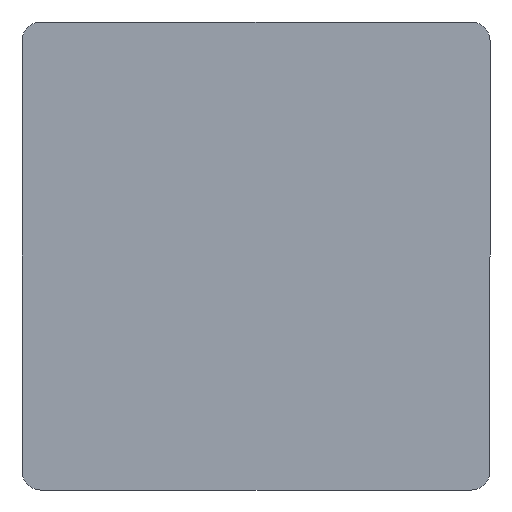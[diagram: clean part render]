
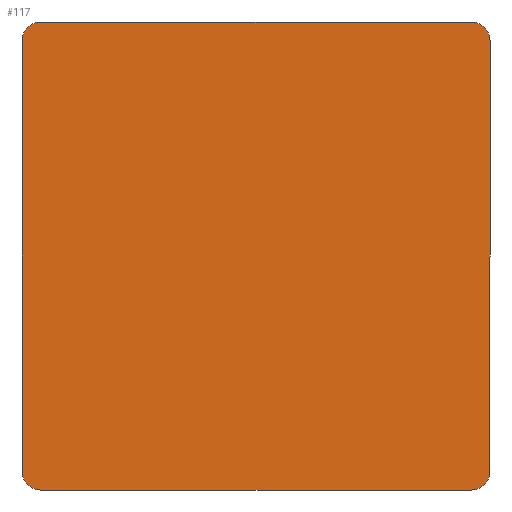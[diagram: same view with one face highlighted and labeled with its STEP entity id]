
A CAD part, front view. The second image highlights one B-rep face of the part: STEP entity #117.
In plain terms, the highlighted planar face has unit normal (0, -1, 0).
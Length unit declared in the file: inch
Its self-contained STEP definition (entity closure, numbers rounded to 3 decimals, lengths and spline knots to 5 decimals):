
#4 = EDGE_CURVE ( 'NONE', #252, #226, #285, .T. ) ;
#10 = CARTESIAN_POINT ( 'NONE',  ( 1.15, 0., 1.25 ) ) ;
#11 = DIRECTION ( 'NONE',  ( 0., 0., 1. ) ) ;
#22 = EDGE_CURVE ( 'NONE', #252, #101, #47, .T. ) ;
#25 = VERTEX_POINT ( 'NONE', #336 ) ;
#28 = CARTESIAN_POINT ( 'NONE',  ( -1.15, 0., -1.25 ) ) ;
#43 = ORIENTED_EDGE ( 'NONE', *, *, #98, .T. ) ;
#47 = CIRCLE ( 'NONE', #356, 0.1 ) ;
#59 = ORIENTED_EDGE ( 'NONE', *, *, #216, .T. ) ;
#63 = DIRECTION ( 'NONE',  ( 0., 0., 1. ) ) ;
#67 = CARTESIAN_POINT ( 'NONE',  ( 1.15, 0., 1.15 ) ) ;
#83 = CARTESIAN_POINT ( 'NONE',  ( -1.25, 0., -1.25 ) ) ;
#87 = LINE ( 'NONE', #203, #314 ) ;
#89 = CIRCLE ( 'NONE', #235, 0.1 ) ;
#91 = DIRECTION ( 'NONE',  ( 0., -1., 0. ) ) ;
#94 = DIRECTION ( 'NONE',  ( -1., 0., 0. ) ) ;
#97 = ORIENTED_EDGE ( 'NONE', *, *, #205, .T. ) ;
#98 = EDGE_CURVE ( 'NONE', #25, #226, #89, .T. ) ;
#99 = CARTESIAN_POINT ( 'NONE',  ( 1.15, 0., -1.15 ) ) ;
#101 = VERTEX_POINT ( 'NONE', #28 ) ;
#117 = ADVANCED_FACE ( 'NONE', ( #119 ), #234, .F. ) ;
#118 = CARTESIAN_POINT ( 'NONE',  ( -1.15, 0., -1.15 ) ) ;
#119 = FACE_OUTER_BOUND ( 'NONE', #166, .T. ) ;
#120 = AXIS2_PLACEMENT_3D ( 'NONE', #99, #91, #213 ) ;
#124 = CARTESIAN_POINT ( 'NONE',  ( 1.15, 0., -1.25 ) ) ;
#125 = VERTEX_POINT ( 'NONE', #378 ) ;
#142 = EDGE_CURVE ( 'NONE', #281, #25, #87, .T. ) ;
#145 = CARTESIAN_POINT ( 'NONE',  ( -1.15, 0., 1.15 ) ) ;
#149 = DIRECTION ( 'NONE',  ( 0., 0., 1. ) ) ;
#152 = DIRECTION ( 'NONE',  ( 0., -1., 0. ) ) ;
#166 = EDGE_LOOP ( 'NONE', ( #319, #43, #327, #290, #247, #97, #59, #272 ) ) ;
#182 = CARTESIAN_POINT ( 'NONE',  ( -1.25, 0., 1.15 ) ) ;
#185 = CARTESIAN_POINT ( 'NONE',  ( 1.25, 0., 1.15 ) ) ;
#197 = DIRECTION ( 'NONE',  ( 0., 0., 1. ) ) ;
#198 = VECTOR ( 'NONE', #264, 39.37008 ) ;
#200 = DIRECTION ( 'NONE',  ( 0., -1., 0. ) ) ;
#201 = VERTEX_POINT ( 'NONE', #124 ) ;
#203 = CARTESIAN_POINT ( 'NONE',  ( 1.25, 0., 1.25 ) ) ;
#205 = EDGE_CURVE ( 'NONE', #201, #125, #224, .T. ) ;
#209 = LINE ( 'NONE', #239, #198 ) ;
#210 = VECTOR ( 'NONE', #311, 39.37008 ) ;
#213 = DIRECTION ( 'NONE',  ( 0., 0., 1. ) ) ;
#216 = EDGE_CURVE ( 'NONE', #125, #338, #209, .T. ) ;
#224 = CIRCLE ( 'NONE', #120, 0.1 ) ;
#226 = VERTEX_POINT ( 'NONE', #182 ) ;
#234 = PLANE ( 'NONE',  #370 ) ;
#235 = AXIS2_PLACEMENT_3D ( 'NONE', #145, #259, #63 ) ;
#239 = CARTESIAN_POINT ( 'NONE',  ( 1.25, 0., -1.25 ) ) ;
#242 = CARTESIAN_POINT ( 'NONE',  ( 1.25, 0., -1.25 ) ) ;
#244 = EDGE_CURVE ( 'NONE', #338, #281, #269, .T. ) ;
#247 = ORIENTED_EDGE ( 'NONE', *, *, #312, .F. ) ;
#252 = VERTEX_POINT ( 'NONE', #270 ) ;
#259 = DIRECTION ( 'NONE',  ( 0., -1., 0. ) ) ;
#264 = DIRECTION ( 'NONE',  ( 0., 0., 1. ) ) ;
#269 = CIRCLE ( 'NONE', #303, 0.1 ) ;
#270 = CARTESIAN_POINT ( 'NONE',  ( -1.25, 0., -1.15 ) ) ;
#272 = ORIENTED_EDGE ( 'NONE', *, *, #244, .T. ) ;
#273 = CARTESIAN_POINT ( 'NONE',  ( 0., 0., 0. ) ) ;
#281 = VERTEX_POINT ( 'NONE', #10 ) ;
#285 = LINE ( 'NONE', #83, #210 ) ;
#290 = ORIENTED_EDGE ( 'NONE', *, *, #22, .T. ) ;
#301 = LINE ( 'NONE', #242, #306 ) ;
#303 = AXIS2_PLACEMENT_3D ( 'NONE', #67, #152, #149 ) ;
#306 = VECTOR ( 'NONE', #94, 39.37008 ) ;
#311 = DIRECTION ( 'NONE',  ( 0., 0., 1. ) ) ;
#312 = EDGE_CURVE ( 'NONE', #201, #101, #301, .T. ) ;
#314 = VECTOR ( 'NONE', #320, 39.37008 ) ;
#319 = ORIENTED_EDGE ( 'NONE', *, *, #142, .T. ) ;
#320 = DIRECTION ( 'NONE',  ( -1., 0., 0. ) ) ;
#327 = ORIENTED_EDGE ( 'NONE', *, *, #4, .F. ) ;
#336 = CARTESIAN_POINT ( 'NONE',  ( -1.15, 0., 1.25 ) ) ;
#338 = VERTEX_POINT ( 'NONE', #185 ) ;
#356 = AXIS2_PLACEMENT_3D ( 'NONE', #118, #200, #197 ) ;
#361 = DIRECTION ( 'NONE',  ( 0., 1., 0. ) ) ;
#370 = AXIS2_PLACEMENT_3D ( 'NONE', #273, #361, #11 ) ;
#378 = CARTESIAN_POINT ( 'NONE',  ( 1.25, 0., -1.15 ) ) ;
